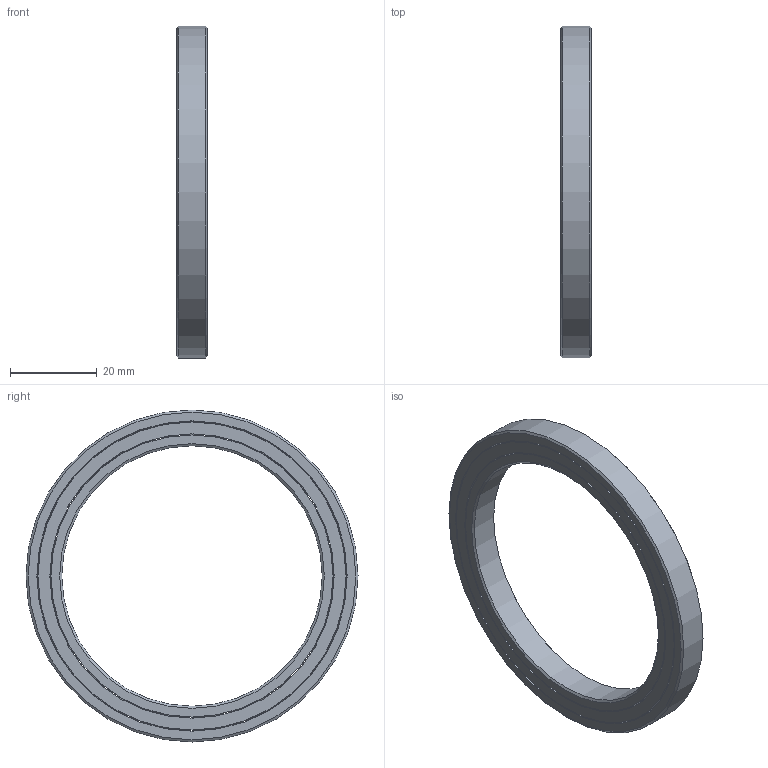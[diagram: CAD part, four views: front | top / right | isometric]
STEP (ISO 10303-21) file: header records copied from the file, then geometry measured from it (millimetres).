
FILE_DESCRIPTION(('HOOPS Exchange Step'),'2;1');
FILE_NAME('ID60.STP','2023-12-18T11:54:54-06:00',('amued'),('None'),'HOOPS Exchange 2022.0','SOLIDWORKS MBD','None');
FILE_SCHEMA( ('AP242_MANAGED_MODEL_BASED_3D_ENGINEERING_MIM_LF {1 0 10303 442 1 1 4 }') );
Length unit declared in the file: millimetre
Products named in the file (1): Default
Bounding box: 7 x 76.5 x 76.5 mm (x, y, z)
Volume: 8884.2 mm3; surface area: 11285.4 mm2
Topology: 3 solids, 3 shells, 98 faces, 278 edges, 185 vertices
Faces by surface type: sphere 42, plane 27, cylinder 13, torus 12, cone 4
Full cylindrical faces by diameter (mm): 59.999 x1, 64.999 x1, 65.5 x1, 71 x1, 71.501 x1, 76.501 x1
Entity records: 7413 total; most frequent: CARTESIAN_POINT 4856, ORIENTED_EDGE 556, DIRECTION 543, EDGE_CURVE 278, AXIS2_PLACEMENT_3D 263, VERTEX_POINT 185, CIRCLE 161, EDGE_LOOP 103
